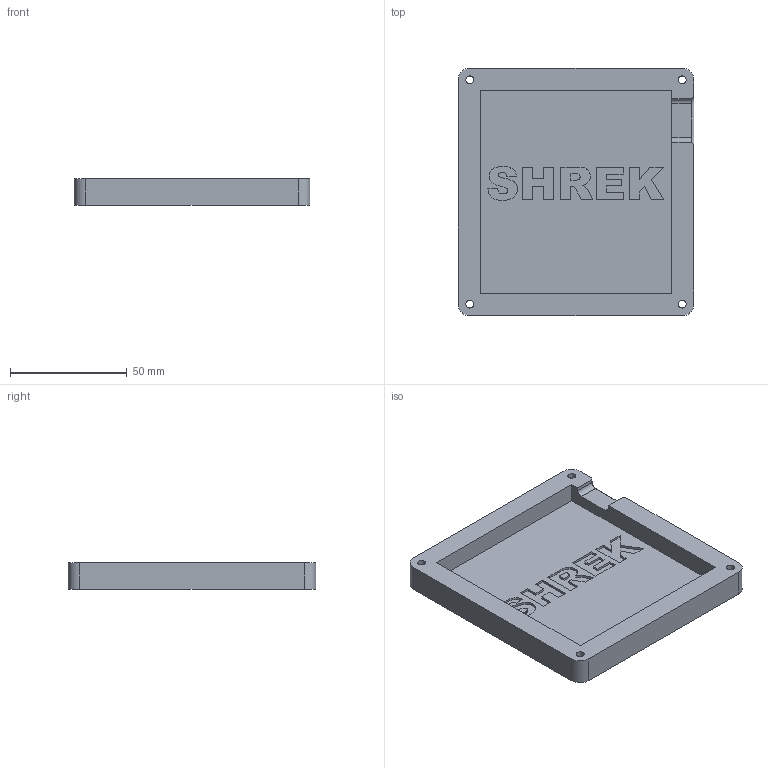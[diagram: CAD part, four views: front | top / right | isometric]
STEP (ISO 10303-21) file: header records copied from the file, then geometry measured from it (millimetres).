
FILE_DESCRIPTION(/* description */ ('','CAx-IF Rec.Pracs.---Representation and Presentation of Product Manufacturing Information (PMI)---4.0---2014-10-13'),/* implementation_level */ '2;1');
FILE_NAME(/* name */ 'BOTTOM.step',/* time_stamp */ '2025-03-21T19:41:58+05:30',/* author */ (''),/* organization */ (''),/* preprocessor_version */ 'ST-DEVELOPER v20',/* originating_system */ 'Autodesk Translation Framework v13.20.0.188',/* authorisation */ '');
FILE_SCHEMA (('AP242_MANAGED_MODEL_BASED_3D_ENGINEERING_MIM_LF { 1 0 10303 442 1 1 4 }'));
Length unit declared in the file: millimetre
Products named in the file (2): shrekpad_bottom; ShrekPad
Assembly tree (1 placements, depth 2):
  shrekpad_bottom
    ShrekPad
Bounding box: 101 x 106 x 11.5 mm (x, y, z)
Volume: 60304.8 mm3; surface area: 29719.7 mm2
Topology: 1 solids, 1 shells, 135 faces, 365 edges, 242 vertices
Faces by surface type: plane 76, bspline 43, cylinder 14, cone 2
Full cylindrical faces by diameter (mm): 3.4 x4, 6 x4
Entity records: 4692 total; most frequent: CARTESIAN_POINT 1477, ORIENTED_EDGE 730, DIRECTION 501, EDGE_CURVE 365, LINE 249, VECTOR 249, VERTEX_POINT 242, EDGE_LOOP 153
